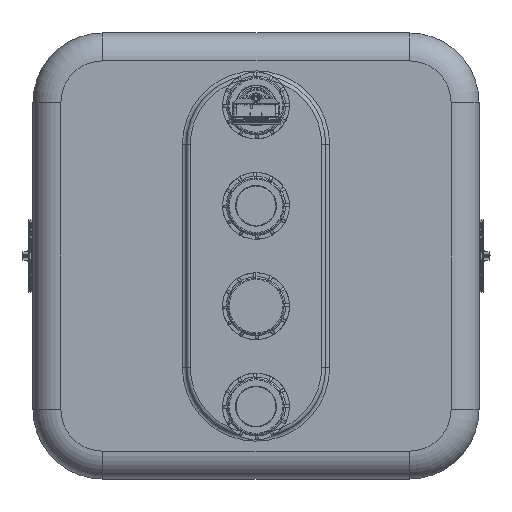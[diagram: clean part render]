
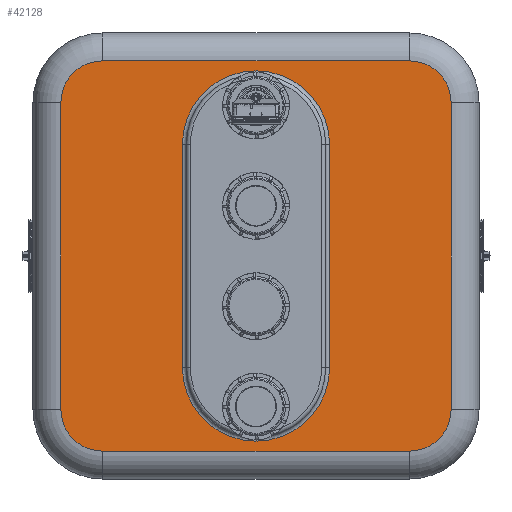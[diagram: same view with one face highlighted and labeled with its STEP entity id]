
A CAD part, front view. The second image highlights one B-rep face of the part: STEP entity #42128.
In plain terms, the highlighted face is planar.
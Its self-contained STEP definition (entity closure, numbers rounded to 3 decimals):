
#404=FACE_BOUND('',#6601,.T.);
#2439=PLANE('',#45463);
#4031=FACE_OUTER_BOUND('',#6600,.T.);
#6600=EDGE_LOOP('',(#30627,#30628,#30629,#30630,#30631,#30632,#30633,#30634));
#6601=EDGE_LOOP('',(#30635,#30636,#30637,#30638));
#9158=LINE('',#78760,#11974);
#9160=LINE('',#78771,#11976);
#9165=LINE('',#78782,#11981);
#9166=LINE('',#78786,#11982);
#9167=LINE('',#78790,#11983);
#9168=LINE('',#78794,#11984);
#11974=VECTOR('',#52474,10.);
#11976=VECTOR('',#52488,10.);
#11981=VECTOR('',#52497,10.);
#11982=VECTOR('',#52500,10.);
#11983=VECTOR('',#52503,10.);
#11984=VECTOR('',#52506,10.);
#14702=CIRCLE('',#45452,132.);
#14706=CIRCLE('',#45458,132.);
#14709=CIRCLE('',#45464,75.);
#14710=CIRCLE('',#45465,75.);
#14711=CIRCLE('',#45466,75.);
#14712=CIRCLE('',#45467,75.);
#17514=VERTEX_POINT('',#78751);
#17515=VERTEX_POINT('',#78753);
#17517=VERTEX_POINT('',#78759);
#17519=VERTEX_POINT('',#78765);
#17523=VERTEX_POINT('',#78780);
#17524=VERTEX_POINT('',#78781);
#17525=VERTEX_POINT('',#78783);
#17526=VERTEX_POINT('',#78785);
#17527=VERTEX_POINT('',#78787);
#17528=VERTEX_POINT('',#78789);
#17529=VERTEX_POINT('',#78791);
#17530=VERTEX_POINT('',#78793);
#22229=EDGE_CURVE('',#17514,#17515,#14702,.T.);
#22232=EDGE_CURVE('',#17515,#17517,#9158,.T.);
#22235=EDGE_CURVE('',#17517,#17519,#14706,.T.);
#22238=EDGE_CURVE('',#17519,#17514,#9160,.T.);
#22243=EDGE_CURVE('',#17523,#17524,#9165,.T.);
#22244=EDGE_CURVE('',#17525,#17523,#14709,.T.);
#22245=EDGE_CURVE('',#17526,#17525,#9166,.T.);
#22246=EDGE_CURVE('',#17527,#17526,#14710,.T.);
#22247=EDGE_CURVE('',#17528,#17527,#9167,.T.);
#22248=EDGE_CURVE('',#17529,#17528,#14711,.T.);
#22249=EDGE_CURVE('',#17530,#17529,#9168,.T.);
#22250=EDGE_CURVE('',#17524,#17530,#14712,.T.);
#30627=ORIENTED_EDGE('',*,*,#22243,.F.);
#30628=ORIENTED_EDGE('',*,*,#22244,.F.);
#30629=ORIENTED_EDGE('',*,*,#22245,.F.);
#30630=ORIENTED_EDGE('',*,*,#22246,.F.);
#30631=ORIENTED_EDGE('',*,*,#22247,.F.);
#30632=ORIENTED_EDGE('',*,*,#22248,.F.);
#30633=ORIENTED_EDGE('',*,*,#22249,.F.);
#30634=ORIENTED_EDGE('',*,*,#22250,.F.);
#30635=ORIENTED_EDGE('',*,*,#22229,.F.);
#30636=ORIENTED_EDGE('',*,*,#22238,.F.);
#30637=ORIENTED_EDGE('',*,*,#22235,.F.);
#30638=ORIENTED_EDGE('',*,*,#22232,.F.);
#42128=ADVANCED_FACE('',(#4031,#404),#2439,.T.);
#45452=AXIS2_PLACEMENT_3D('',#78754,#52466,#52467);
#45458=AXIS2_PLACEMENT_3D('',#78766,#52480,#52481);
#45463=AXIS2_PLACEMENT_3D('',#78779,#52495,#52496);
#45464=AXIS2_PLACEMENT_3D('',#78784,#52498,#52499);
#45465=AXIS2_PLACEMENT_3D('',#78788,#52501,#52502);
#45466=AXIS2_PLACEMENT_3D('',#78792,#52504,#52505);
#45467=AXIS2_PLACEMENT_3D('',#78795,#52507,#52508);
#52466=DIRECTION('center_axis',(0.,0.,
1.));
#52467=DIRECTION('ref_axis',(0.,-1.,0.));
#52474=DIRECTION('',(0.,-1.,0.));
#52480=DIRECTION('center_axis',(0.,0.,
1.));
#52481=DIRECTION('ref_axis',(0.,-1.,0.));
#52488=DIRECTION('',(0.,1.,0.));
#52495=DIRECTION('center_axis',(0.,0.,
1.));
#52496=DIRECTION('ref_axis',(0.,1.,0.));
#52497=DIRECTION('',(0.,-1.,0.));
#52498=DIRECTION('center_axis',(0.,0.,
-1.));
#52499=DIRECTION('ref_axis',(0.707,0.707,0.));
#52500=DIRECTION('',(1.,0.,0.));
#52501=DIRECTION('center_axis',(0.,0.,
-1.));
#52502=DIRECTION('ref_axis',(-0.707,0.707,0.));
#52503=DIRECTION('',(0.,1.,0.));
#52504=DIRECTION('center_axis',(0.,0.,
-1.));
#52505=DIRECTION('ref_axis',(-0.707,-0.707,0.));
#52506=DIRECTION('',(-1.,0.,0.));
#52507=DIRECTION('center_axis',(0.,0.,
-1.));
#52508=DIRECTION('ref_axis',(0.707,-0.707,0.));
#78751=CARTESIAN_POINT('',(132.,200.,1930.411));
#78753=CARTESIAN_POINT('',(-132.,200.,1930.411));
#78754=CARTESIAN_POINT('Origin',(0.,200.,
1930.411));
#78759=CARTESIAN_POINT('',(-132.,-200.,1930.411));
#78760=CARTESIAN_POINT('',(-132.,-200.,1930.411));
#78765=CARTESIAN_POINT('',(132.,-200.,1930.411));
#78766=CARTESIAN_POINT('Origin',(0.,-200.,
1930.411));
#78771=CARTESIAN_POINT('',(132.,200.,1930.411));
#78779=CARTESIAN_POINT('Origin',(0.,0.,
1930.411));
#78780=CARTESIAN_POINT('',(350.,275.,1930.411));
#78781=CARTESIAN_POINT('',(350.,-275.,1930.411));
#78782=CARTESIAN_POINT('',(350.,137.5,1930.411));
#78783=CARTESIAN_POINT('',(275.,350.,1930.411));
#78784=CARTESIAN_POINT('Origin',(275.,275.,1930.411));
#78785=CARTESIAN_POINT('',(-275.,350.,1930.411));
#78786=CARTESIAN_POINT('',(-137.5,350.,1930.411));
#78787=CARTESIAN_POINT('',(-350.,275.,1930.411));
#78788=CARTESIAN_POINT('Origin',(-275.,275.,1930.411));
#78789=CARTESIAN_POINT('',(-350.,-275.,1930.411));
#78790=CARTESIAN_POINT('',(-350.,-137.5,1930.411));
#78791=CARTESIAN_POINT('',(-275.,-350.,1930.411));
#78792=CARTESIAN_POINT('Origin',(-275.,-275.,1930.411));
#78793=CARTESIAN_POINT('',(275.,-350.,1930.411));
#78794=CARTESIAN_POINT('',(137.5,-350.,1930.411));
#78795=CARTESIAN_POINT('Origin',(275.,-275.,1930.411));
